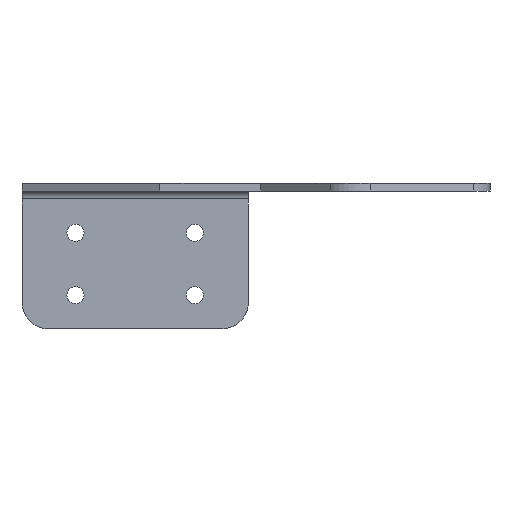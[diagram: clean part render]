
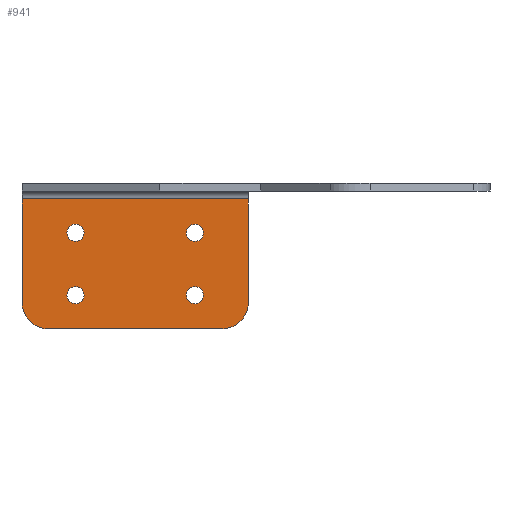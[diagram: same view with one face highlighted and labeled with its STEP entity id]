
A CAD part, front view. The second image highlights one B-rep face of the part: STEP entity #941.
In plain terms, the highlighted planar face has unit normal (0, -1, 0).
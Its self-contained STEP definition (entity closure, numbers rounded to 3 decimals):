
#1 = CARTESIAN_POINT ( 'NONE',  ( -59.822, 60.322, -22. ) ) ;
#3 = DIRECTION ( 'NONE',  ( 1., 0., 0. ) ) ;
#9 = AXIS2_PLACEMENT_3D ( 'NONE', #794, #1372, #211 ) ;
#12 = CARTESIAN_POINT ( 'NONE',  ( -104.822, 60.322, -42.25 ) ) ;
#21 = DIRECTION ( 'NONE',  ( 0., 0., 1. ) ) ;
#27 = ORIENTED_EDGE ( 'NONE', *, *, #1058, .F. ) ;
#32 = VERTEX_POINT ( 'NONE', #246 ) ;
#40 = EDGE_CURVE ( 'NONE', #638, #838, #940, .T. ) ;
#45 = CARTESIAN_POINT ( 'NONE',  ( -59.822, 60.322, -15.5 ) ) ;
#61 = VERTEX_POINT ( 'NONE', #605 ) ;
#62 = DIRECTION ( 'NONE',  ( 0., 0., -1. ) ) ;
#72 = CARTESIAN_POINT ( 'NONE',  ( -125., 60.322, -55. ) ) ;
#73 = CARTESIAN_POINT ( 'NONE',  ( -104.822, 60.322, -18.75 ) ) ;
#83 = VERTEX_POINT ( 'NONE', #1195 ) ;
#88 = FACE_BOUND ( 'NONE', #1022, .T. ) ;
#92 = CARTESIAN_POINT ( 'NONE',  ( -104.822, 60.322, -45.5 ) ) ;
#94 = DIRECTION ( 'NONE',  ( 0., 0., -1. ) ) ;
#116 = LINE ( 'NONE', #581, #992 ) ;
#159 = AXIS2_PLACEMENT_3D ( 'NONE', #1258, #796, #94 ) ;
#165 = DIRECTION ( 'NONE',  ( 0., -1., 0. ) ) ;
#166 = VECTOR ( 'NONE', #3, 1000. ) ;
#176 = ORIENTED_EDGE ( 'NONE', *, *, #1162, .F. ) ;
#189 = VERTEX_POINT ( 'NONE', #1368 ) ;
#198 = FACE_BOUND ( 'NONE', #1274, .T. ) ;
#211 = DIRECTION ( 'NONE',  ( 0., 0., -1. ) ) ;
#246 = CARTESIAN_POINT ( 'NONE',  ( -39.645, 60.322, -6. ) ) ;
#266 = EDGE_CURVE ( 'NONE', #531, #609, #918, .T. ) ;
#285 = DIRECTION ( 'NONE',  ( 0., 0., -1. ) ) ;
#306 = EDGE_CURVE ( 'NONE', #32, #189, #116, .T. ) ;
#329 = CARTESIAN_POINT ( 'NONE',  ( -104.822, 60.322, -39. ) ) ;
#356 = VERTEX_POINT ( 'NONE', #1497 ) ;
#366 = EDGE_CURVE ( 'NONE', #479, #1006, #1483, .T. ) ;
#371 = ORIENTED_EDGE ( 'NONE', *, *, #40, .F. ) ;
#377 = CIRCLE ( 'NONE', #1362, 3.25 ) ;
#379 = CARTESIAN_POINT ( 'NONE',  ( -59.822, 60.322, -18.75 ) ) ;
#381 = EDGE_CURVE ( 'NONE', #838, #32, #904, .T. ) ;
#384 = EDGE_LOOP ( 'NONE', ( #717, #566 ) ) ;
#394 = AXIS2_PLACEMENT_3D ( 'NONE', #964, #165, #1097 ) ;
#396 = AXIS2_PLACEMENT_3D ( 'NONE', #1496, #908, #1382 ) ;
#407 = VERTEX_POINT ( 'NONE', #329 ) ;
#416 = CARTESIAN_POINT ( 'NONE',  ( -115., 60.322, -55. ) ) ;
#439 = ORIENTED_EDGE ( 'NONE', *, *, #381, .F. ) ;
#443 = DIRECTION ( 'NONE',  ( 0., -1., 0. ) ) ;
#445 = AXIS2_PLACEMENT_3D ( 'NONE', #379, #1438, #285 ) ;
#468 = VECTOR ( 'NONE', #1244, 1000. ) ;
#479 = VERTEX_POINT ( 'NONE', #45 ) ;
#490 = EDGE_CURVE ( 'NONE', #1316, #407, #377, .T. ) ;
#494 = VECTOR ( 'NONE', #21, 1000. ) ;
#531 = VERTEX_POINT ( 'NONE', #1089 ) ;
#532 = DIRECTION ( 'NONE',  ( 0., -1., 0. ) ) ;
#547 = VERTEX_POINT ( 'NONE', #416 ) ;
#552 = FACE_OUTER_BOUND ( 'NONE', #953, .T. ) ;
#564 = CARTESIAN_POINT ( 'NONE',  ( -125., 60.322, -45. ) ) ;
#566 = ORIENTED_EDGE ( 'NONE', *, *, #366, .F. ) ;
#576 = AXIS2_PLACEMENT_3D ( 'NONE', #1291, #443, #687 ) ;
#581 = CARTESIAN_POINT ( 'NONE',  ( -39.645, 60.322, -55. ) ) ;
#590 = AXIS2_PLACEMENT_3D ( 'NONE', #861, #1310, #1332 ) ;
#592 = CIRCLE ( 'NONE', #159, 3.25 ) ;
#604 = DIRECTION ( 'NONE',  ( 0., 0., -1. ) ) ;
#605 = CARTESIAN_POINT ( 'NONE',  ( -49.645, 60.322, -55. ) ) ;
#609 = VERTEX_POINT ( 'NONE', #1366 ) ;
#632 = ORIENTED_EDGE ( 'NONE', *, *, #490, .F. ) ;
#637 = EDGE_LOOP ( 'NONE', ( #176, #27 ) ) ;
#638 = VERTEX_POINT ( 'NONE', #564 ) ;
#660 = CARTESIAN_POINT ( 'NONE',  ( -104.822, 60.322, -18.75 ) ) ;
#669 = FACE_BOUND ( 'NONE', #637, .T. ) ;
#670 = CIRCLE ( 'NONE', #9, 10. ) ;
#687 = DIRECTION ( 'NONE',  ( 0., 0., -1. ) ) ;
#699 = EDGE_CURVE ( 'NONE', #61, #189, #1281, .T. ) ;
#709 = EDGE_CURVE ( 'NONE', #1006, #479, #1108, .T. ) ;
#717 = ORIENTED_EDGE ( 'NONE', *, *, #709, .F. ) ;
#723 = ORIENTED_EDGE ( 'NONE', *, *, #266, .F. ) ;
#727 = CARTESIAN_POINT ( 'NONE',  ( -125., 60.322, -3. ) ) ;
#750 = DIRECTION ( 'NONE',  ( 0., 0., -1. ) ) ;
#780 = DIRECTION ( 'NONE',  ( 0., -1., 0. ) ) ;
#794 = CARTESIAN_POINT ( 'NONE',  ( -115., 60.322, -45. ) ) ;
#796 = DIRECTION ( 'NONE',  ( 0., -1., 0. ) ) ;
#803 = DIRECTION ( 'NONE',  ( 0., 0., -1. ) ) ;
#804 = ORIENTED_EDGE ( 'NONE', *, *, #699, .T. ) ;
#838 = VERTEX_POINT ( 'NONE', #1003 ) ;
#861 = CARTESIAN_POINT ( 'NONE',  ( -59.822, 60.322, -42.25 ) ) ;
#875 = ORIENTED_EDGE ( 'NONE', *, *, #958, .F. ) ;
#902 = EDGE_CURVE ( 'NONE', #61, #547, #1137, .T. ) ;
#904 = LINE ( 'NONE', #911, #166 ) ;
#908 = DIRECTION ( 'NONE',  ( 0., -1., 0. ) ) ;
#910 = AXIS2_PLACEMENT_3D ( 'NONE', #660, #532, #62 ) ;
#911 = CARTESIAN_POINT ( 'NONE',  ( -125., 60.322, -6. ) ) ;
#918 = CIRCLE ( 'NONE', #1433, 3.25 ) ;
#923 = DIRECTION ( 'NONE',  ( 0., -1., 0. ) ) ;
#930 = CARTESIAN_POINT ( 'NONE',  ( -59.822, 60.322, -42.25 ) ) ;
#933 = CIRCLE ( 'NONE', #910, 3.25 ) ;
#934 = ORIENTED_EDGE ( 'NONE', *, *, #1299, .F. ) ;
#940 = LINE ( 'NONE', #727, #494 ) ;
#941 = ADVANCED_FACE ( 'NONE', ( #198, #669, #1149, #88, #552 ), #1347, .T. ) ;
#950 = ORIENTED_EDGE ( 'NONE', *, *, #1350, .T. ) ;
#953 = EDGE_LOOP ( 'NONE', ( #1482, #804, #1238, #439, #371, #950 ) ) ;
#958 = EDGE_CURVE ( 'NONE', #407, #1316, #592, .T. ) ;
#964 = CARTESIAN_POINT ( 'NONE',  ( -49.645, 60.322, -45. ) ) ;
#987 = CIRCLE ( 'NONE', #590, 3.25 ) ;
#992 = VECTOR ( 'NONE', #1384, 1000. ) ;
#1003 = CARTESIAN_POINT ( 'NONE',  ( -125., 60.322, -6. ) ) ;
#1006 = VERTEX_POINT ( 'NONE', #1 ) ;
#1022 = EDGE_LOOP ( 'NONE', ( #723, #934 ) ) ;
#1058 = EDGE_CURVE ( 'NONE', #83, #356, #1205, .T. ) ;
#1089 = CARTESIAN_POINT ( 'NONE',  ( -104.822, 60.322, -22. ) ) ;
#1097 = DIRECTION ( 'NONE',  ( 0., 0., -1. ) ) ;
#1108 = CIRCLE ( 'NONE', #445, 3.25 ) ;
#1137 = LINE ( 'NONE', #72, #468 ) ;
#1149 = FACE_BOUND ( 'NONE', #384, .T. ) ;
#1162 = EDGE_CURVE ( 'NONE', #356, #83, #987, .T. ) ;
#1195 = CARTESIAN_POINT ( 'NONE',  ( -59.822, 60.322, -39. ) ) ;
#1205 = CIRCLE ( 'NONE', #1381, 3.25 ) ;
#1238 = ORIENTED_EDGE ( 'NONE', *, *, #306, .F. ) ;
#1244 = DIRECTION ( 'NONE',  ( -1., 0., 0. ) ) ;
#1258 = CARTESIAN_POINT ( 'NONE',  ( -104.822, 60.322, -42.25 ) ) ;
#1274 = EDGE_LOOP ( 'NONE', ( #632, #875 ) ) ;
#1281 = CIRCLE ( 'NONE', #394, 10. ) ;
#1291 = CARTESIAN_POINT ( 'NONE',  ( -59.822, 60.322, -18.75 ) ) ;
#1296 = DIRECTION ( 'NONE',  ( 0., -1., 0. ) ) ;
#1299 = EDGE_CURVE ( 'NONE', #609, #531, #933, .T. ) ;
#1310 = DIRECTION ( 'NONE',  ( 0., -1., 0. ) ) ;
#1316 = VERTEX_POINT ( 'NONE', #92 ) ;
#1332 = DIRECTION ( 'NONE',  ( 0., 0., -1. ) ) ;
#1347 = PLANE ( 'NONE',  #396 ) ;
#1350 = EDGE_CURVE ( 'NONE', #638, #547, #670, .T. ) ;
#1362 = AXIS2_PLACEMENT_3D ( 'NONE', #12, #1296, #604 ) ;
#1366 = CARTESIAN_POINT ( 'NONE',  ( -104.822, 60.322, -15.5 ) ) ;
#1368 = CARTESIAN_POINT ( 'NONE',  ( -39.645, 60.322, -45. ) ) ;
#1372 = DIRECTION ( 'NONE',  ( 0., -1., 0. ) ) ;
#1381 = AXIS2_PLACEMENT_3D ( 'NONE', #930, #923, #803 ) ;
#1382 = DIRECTION ( 'NONE',  ( 0., 0., -1. ) ) ;
#1384 = DIRECTION ( 'NONE',  ( 0., 0., -1. ) ) ;
#1433 = AXIS2_PLACEMENT_3D ( 'NONE', #73, #780, #750 ) ;
#1438 = DIRECTION ( 'NONE',  ( 0., -1., 0. ) ) ;
#1482 = ORIENTED_EDGE ( 'NONE', *, *, #902, .F. ) ;
#1483 = CIRCLE ( 'NONE', #576, 3.25 ) ;
#1496 = CARTESIAN_POINT ( 'NONE',  ( 0., 60.322, 0. ) ) ;
#1497 = CARTESIAN_POINT ( 'NONE',  ( -59.822, 60.322, -45.5 ) ) ;
